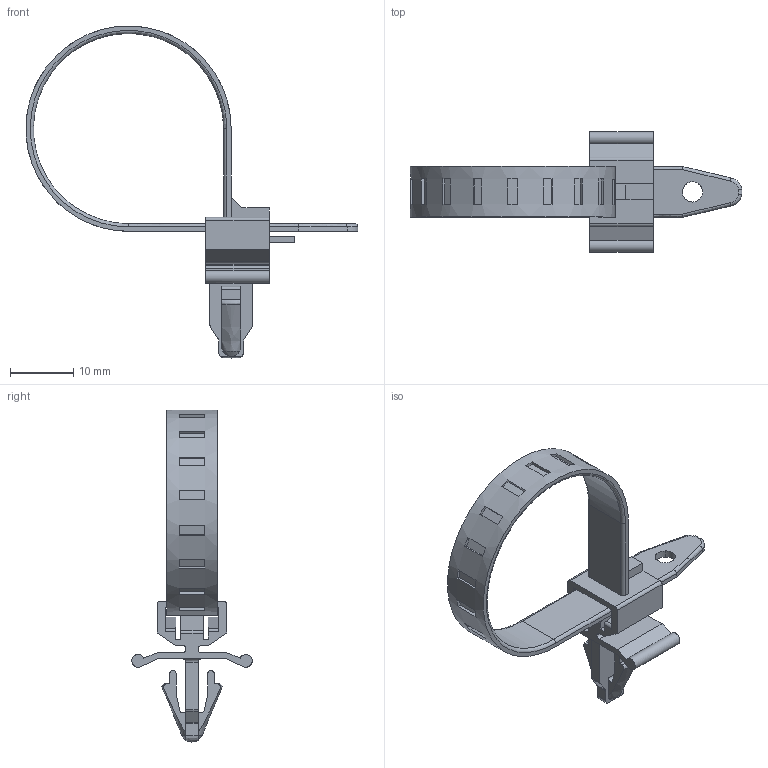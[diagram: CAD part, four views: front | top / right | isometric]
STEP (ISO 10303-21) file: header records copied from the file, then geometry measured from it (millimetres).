
FILE_DESCRIPTION((''),'2;1');
FILE_NAME('','2006-01-19T09:54:56',(''),(''),'','CADfix','');
FILE_SCHEMA(('AUTOMOTIVE_DESIGN'));
Length unit declared in the file: millimetre
Products named in the file (1): clip
Bounding box: 52.37 x 19 x 52.4 mm (x, y, z)
Volume: 2017.6 mm3; surface area: 3727.6 mm2
Topology: 1 solids, 1 shells, 200 faces, 562 edges, 376 vertices
Faces by surface type: bspline 200
Entity records: 7027 total; most frequent: CARTESIAN_POINT 3596, ORIENTED_EDGE 1124, EDGE_CURVE 562, QUASI_UNIFORM_CURVE 412, VERTEX_POINT 376, EDGE_LOOP 220, FACE_OUTER_BOUND 200, ADVANCED_FACE 200
